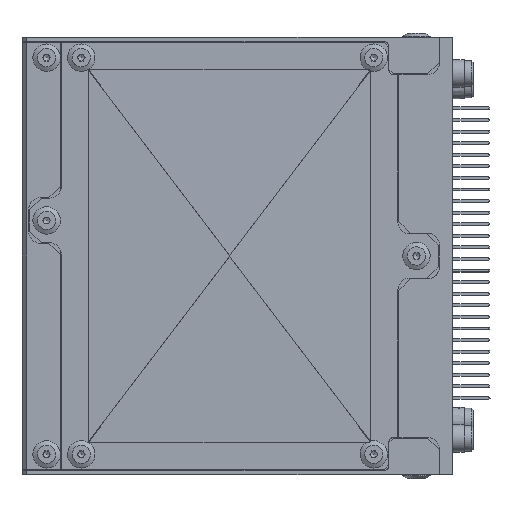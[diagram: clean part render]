
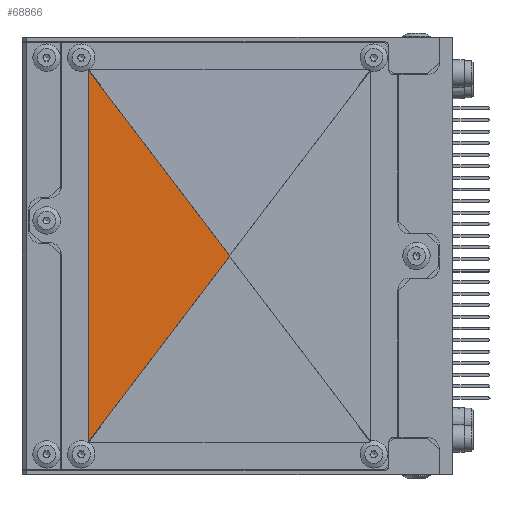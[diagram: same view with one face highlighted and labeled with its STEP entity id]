
A CAD part, left-side view. The second image highlights one B-rep face of the part: STEP entity #68866.
In plain terms, the highlighted free-form (B-spline) face has degree [1, 1] with [2, 2] control points.
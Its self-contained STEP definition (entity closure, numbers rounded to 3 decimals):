
#68224 = VERTEX_POINT('',#68225);
#68225 = CARTESIAN_POINT('',(-104.36,96.95,
    3.811));
#68269 = VERTEX_POINT('',#68270);
#68270 = CARTESIAN_POINT('',(-104.36,96.95,
    -89.869));
#68276 = EDGE_CURVE('',#68269,#68224,#68277,.T.);
#68277 = B_SPLINE_CURVE_WITH_KNOTS('',1,(#68278,#68279),.UNSPECIFIED.,
  .F.,.F.,(2,2),(6.017,87.583),
  .PIECEWISE_BEZIER_KNOTS.);
#68278 = CARTESIAN_POINT('',(-104.36,96.95,
    -89.869));
#68279 = CARTESIAN_POINT('',(-104.36,96.95,
    3.811));
#68756 = VERTEX_POINT('',#68757);
#68757 = CARTESIAN_POINT('',(-105.278,61.447,
    -43.029));
#68826 = EDGE_CURVE('',#68269,#68756,#68827,.T.);
#68827 = B_SPLINE_CURVE_WITH_KNOTS('',1,(#68828,#68829),.UNSPECIFIED.,
  .F.,.F.,(2,2),(-25.58,25.601),
  .PIECEWISE_BEZIER_KNOTS.);
#68828 = CARTESIAN_POINT('',(-104.36,96.95,
    -89.869));
#68829 = CARTESIAN_POINT('',(-105.278,61.447,
    -43.029));
#68854 = EDGE_CURVE('',#68756,#68224,#68855,.T.);
#68855 = B_SPLINE_CURVE_WITH_KNOTS('',1,(#68856,#68857),.UNSPECIFIED.,
  .F.,.F.,(2,2),(-25.601,25.58),
  .PIECEWISE_BEZIER_KNOTS.);
#68856 = CARTESIAN_POINT('',(-105.278,61.447,
    -43.029));
#68857 = CARTESIAN_POINT('',(-104.36,96.95,
    3.811));
#68866 = ADVANCED_FACE('',(#68867),#68872,.F.);
#68867 = FACE_BOUND('',#68868,.T.);
#68868 = EDGE_LOOP('',(#68869,#68870,#68871));
#68869 = ORIENTED_EDGE('',*,*,#68276,.F.);
#68870 = ORIENTED_EDGE('',*,*,#68826,.T.);
#68871 = ORIENTED_EDGE('',*,*,#68854,.T.);
#68872 = B_SPLINE_SURFACE_WITH_KNOTS('',1,1,(
    (#68873,#68874)
    ,(#68875,#68876
    )),.UNSPECIFIED.,.F.,.F.,.F.,(2,2),(2,2),(-30.935,
    -0.013),(-81.583,-0.017),
  .PIECEWISE_BEZIER_KNOTS.);
#68873 = CARTESIAN_POINT('',(-105.278,61.447,
    -89.869));
#68874 = CARTESIAN_POINT('',(-105.278,61.447,
    3.811));
#68875 = CARTESIAN_POINT('',(-104.36,96.95,
    -89.869));
#68876 = CARTESIAN_POINT('',(-104.36,96.95,
    3.811));
